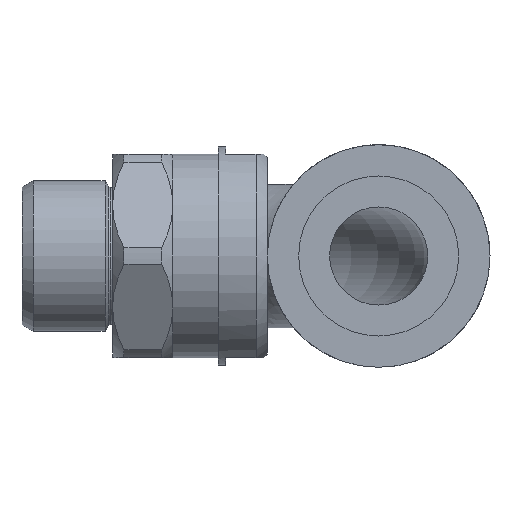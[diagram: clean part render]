
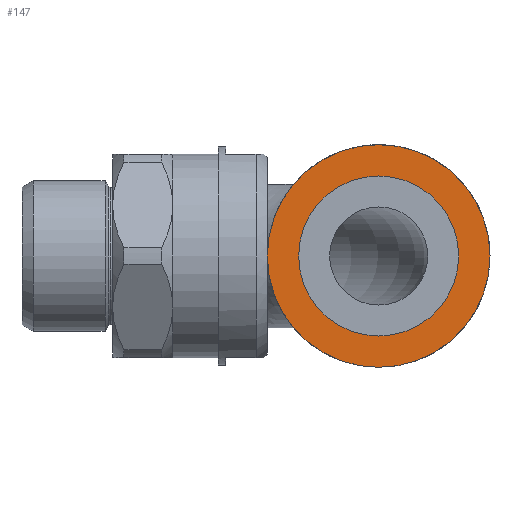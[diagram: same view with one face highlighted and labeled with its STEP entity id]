
A CAD part, left-side view. The second image highlights one B-rep face of the part: STEP entity #147.
In plain terms, the highlighted planar face has unit normal (-1, 0, 0).
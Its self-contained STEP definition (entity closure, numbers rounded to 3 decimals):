
#147 = ADVANCED_FACE( '', ( #343, #344 ), #345, .F. );
#343 = FACE_OUTER_BOUND( '', #586, .T. );
#344 = FACE_BOUND( '', #587, .T. );
#345 = PLANE( '', #588 );
#586 = EDGE_LOOP( '', ( #1220 ) );
#587 = EDGE_LOOP( '', ( #1221 ) );
#588 = AXIS2_PLACEMENT_3D( '', #1222, #1223, #1224 );
#1220 = ORIENTED_EDGE( '', *, *, #1631, .F. );
#1221 = ORIENTED_EDGE( '', *, *, #1564, .T. );
#1222 = CARTESIAN_POINT( '', ( 0., 0., 0. ) );
#1223 = DIRECTION( '', ( 1., 0., 0. ) );
#1224 = DIRECTION( '', ( 0., 0., -1. ) );
#1564 = EDGE_CURVE( '', #1890, #1890, #1891, .T. );
#1631 = EDGE_CURVE( '', #2000, #2000, #2001, .T. );
#1890 = VERTEX_POINT( '', #2586 );
#1891 = CIRCLE( '', #2587, 10.6 );
#2000 = VERTEX_POINT( '', #3056 );
#2001 = CIRCLE( '', #3057, 14.75 );
#2586 = CARTESIAN_POINT( '', ( 0., 0., -10.6 ) );
#2587 = AXIS2_PLACEMENT_3D( '', #3322, #3323, #3324 );
#3056 = CARTESIAN_POINT( '', ( 0., 0., -14.75 ) );
#3057 = AXIS2_PLACEMENT_3D( '', #3416, #3417, #3418 );
#3322 = CARTESIAN_POINT( '', ( 0., 0., 0. ) );
#3323 = DIRECTION( '', ( 1., 0., 0. ) );
#3324 = DIRECTION( '', ( 0., 0., -1. ) );
#3416 = CARTESIAN_POINT( '', ( 0., 0., 0. ) );
#3417 = DIRECTION( '', ( 1., 0., 0. ) );
#3418 = DIRECTION( '', ( 0., 0., -1. ) );
